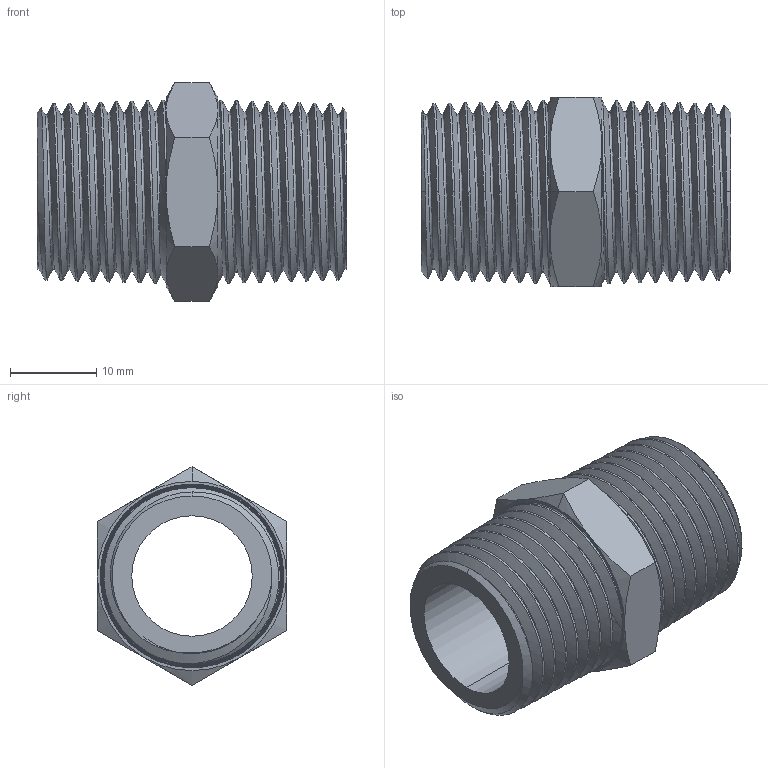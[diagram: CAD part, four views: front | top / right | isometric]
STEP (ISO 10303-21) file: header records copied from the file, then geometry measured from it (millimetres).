
FILE_DESCRIPTION(/* description */ (''),/* implementation_level */ '2;1');
FILE_NAME(/* name */ '122-PT4.stp',/* time_stamp */ '2024-01-23T10:14:45-05:00',/* author */ ('esanner'),/* organization */ (''),/* preprocessor_version */ 'ST-DEVELOPER v19',/* originating_system */ 'AutoCAD Mechanical',/* authorisation */ '');
FILE_SCHEMA (('AUTOMOTIVE_DESIGN { 1 0 10303 214 3 1 1 }'));
Length unit declared in the file: millimetre
Products named in the file (2): Product; 122-PT4
Assembly tree (1 placements, depth 2):
  Product
    122-PT4
Bounding box: 36 x 22 x 25.4 mm (x, y, z)
Volume: 6037.1 mm3; surface area: 5732.7 mm2
Topology: 1 solids, 1 shells, 78 faces, 202 edges, 128 vertices
Faces by surface type: cone 60, plane 10, bspline 6, cylinder 2
Entity records: 14533 total; most frequent: CARTESIAN_POINT 12843, ORIENTED_EDGE 404, DIRECTION 264, EDGE_CURVE 202, VERTEX_POINT 128, AXIS2_PLACEMENT_3D 107, B_SPLINE_CURVE_WITH_KNOTS 96, EDGE_LOOP 82
